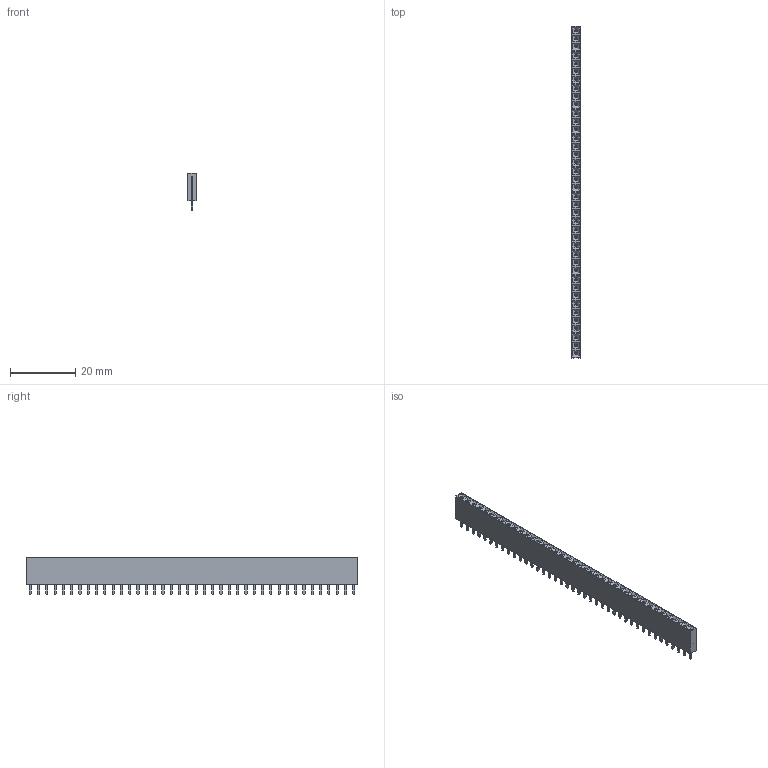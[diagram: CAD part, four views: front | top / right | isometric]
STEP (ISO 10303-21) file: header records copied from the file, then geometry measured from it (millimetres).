
FILE_DESCRIPTION(('FreeCAD Model'),'2;1');
FILE_NAME('Open CASCADE Shape Model','2023-05-12T03:20:52',( 'kicad StepUp'),('ksu MCAD'),'Open CASCADE STEP processor 7.6', 'FreeCAD','Unknown');
FILE_SCHEMA(('AUTOMOTIVE_DESIGN { 1 0 10303 214 1 1 1 1 }'));
Length unit declared in the file: millimetre
Products named in the file (42): Female_Header_1x40_P2.54_H8.5_straight; Pin_One039; Epoxy_Body039; Body832; Body833; Body834; Body835; Body836; Body837; Body838; Body839; Body840; Body829; Body841; Body842; Body843; Body844; Body845; Body846; Body847; Body848; Body849; Body850; Body851; Body852; Body853; Body854; Body855; Body856; Body857; Body858; Body859; Body860; Body861; Body862; Body863; Body864; Body865; Body866; Body867 ...
Assembly tree (41 placements, depth 2):
  Female_Header_1x40_P2.54_H8.5_straight
    Pin_One039
    Epoxy_Body039
    Body832
    Body833
    Body834
    Body835
    Body836
    Body837
    Body838
    Body839
    Body840
    Body829
    Body841
    Body842
    Body843
    Body844
    Body845
    Body846
    Body847
    Body848
    Body849
    Body850
    Body851
    Body852
    Body853
    Body854
    Body855
    Body856
    Body857
    Body858
    Body859
    Body860
    Body861
    Body862
    Body863
    Body864
    Body865
    Body866
    Body867
    Body868
    Body869
Bounding box: 2.5 x 101.6 x 11.5 mm (x, y, z)
Volume: 1868.5 mm3; surface area: 5402 mm2
Topology: 41 solids, 41 shells, 1612 faces, 4510 edges, 2980 vertices
Faces by surface type: plane 1170, cylinder 282, bspline 160
Entity records: 52319 total; most frequent: CARTESIAN_POINT 9784, ORIENTED_EDGE 9020, DIRECTION 7982, EDGE_CURVE 4510, LINE 3706, VECTOR 3706, VERTEX_POINT 2980, AXIS2_PLACEMENT_3D 2138
